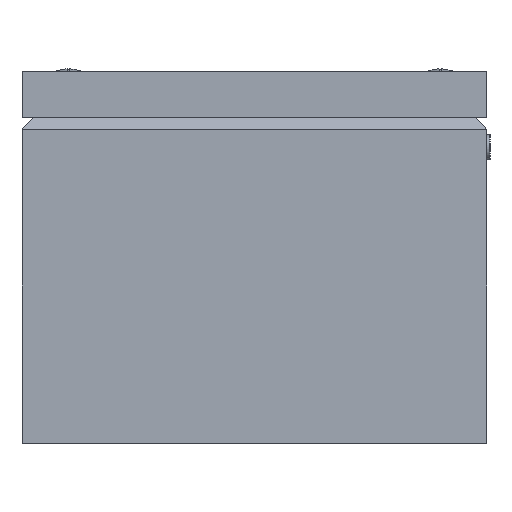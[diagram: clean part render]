
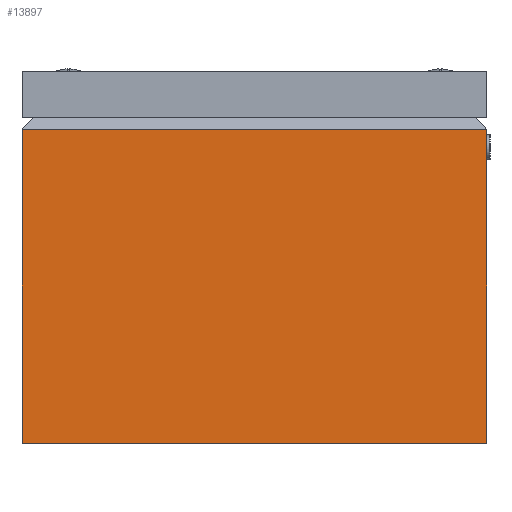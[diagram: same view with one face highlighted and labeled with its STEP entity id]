
A CAD part, left-side view. The second image highlights one B-rep face of the part: STEP entity #13897.
In plain terms, the highlighted planar face has unit normal (-1, 0, 0).
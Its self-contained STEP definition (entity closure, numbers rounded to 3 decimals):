
#949 = EDGE_CURVE ( 'NONE', #20778, #16252, #13866, .T. ) ;
#1190 = DIRECTION ( 'NONE',  ( 0., 1., 0. ) ) ;
#1771 = ORIENTED_EDGE ( 'NONE', *, *, #21589, .T. ) ;
#2632 = DIRECTION ( 'NONE',  ( 0., 1., 0. ) ) ;
#2835 = CARTESIAN_POINT ( 'NONE',  ( 0., 0., 0. ) ) ;
#4439 = EDGE_CURVE ( 'NONE', #14050, #20778, #14949, .T. ) ;
#4594 = CARTESIAN_POINT ( 'NONE',  ( 0., 150., 0. ) ) ;
#4795 = CARTESIAN_POINT ( 'NONE',  ( 0., 0., 101.167 ) ) ;
#5474 = VECTOR ( 'NONE', #20521, 1000. ) ;
#6649 = ORIENTED_EDGE ( 'NONE', *, *, #4439, .F. ) ;
#7124 = DIRECTION ( 'NONE',  ( 0., 0., 1. ) ) ;
#8866 = CARTESIAN_POINT ( 'NONE',  ( 0., 0., 0. ) ) ;
#8877 = EDGE_LOOP ( 'NONE', ( #16611, #13235, #6649, #1771 ) ) ;
#9318 = DIRECTION ( 'NONE',  ( 0., 0., 1. ) ) ;
#9622 = VECTOR ( 'NONE', #1190, 1000. ) ;
#12843 = LINE ( 'NONE', #19707, #9622 ) ;
#13235 = ORIENTED_EDGE ( 'NONE', *, *, #949, .F. ) ;
#13866 = LINE ( 'NONE', #15418, #5474 ) ;
#13897 = ADVANCED_FACE ( 'NONE', ( #20904 ), #19335, .T. ) ;
#14050 = VERTEX_POINT ( 'NONE', #22132 ) ;
#14949 = LINE ( 'NONE', #2835, #18645 ) ;
#15418 = CARTESIAN_POINT ( 'NONE',  ( 0., 150., 0. ) ) ;
#15729 = DIRECTION ( 'NONE',  ( -1., 0., 0. ) ) ;
#16252 = VERTEX_POINT ( 'NONE', #20080 ) ;
#16611 = ORIENTED_EDGE ( 'NONE', *, *, #18449, .T. ) ;
#17517 = CARTESIAN_POINT ( 'NONE',  ( 0., 0., 0. ) ) ;
#18449 = EDGE_CURVE ( 'NONE', #22159, #16252, #12843, .T. ) ;
#18645 = VECTOR ( 'NONE', #2632, 1000. ) ;
#18989 = LINE ( 'NONE', #17517, #21276 ) ;
#19335 = PLANE ( 'NONE',  #20495 ) ;
#19707 = CARTESIAN_POINT ( 'NONE',  ( 0., 0., 101.167 ) ) ;
#20080 = CARTESIAN_POINT ( 'NONE',  ( 0., 150., 101.167 ) ) ;
#20495 = AXIS2_PLACEMENT_3D ( 'NONE', #8866, #15729, #9318 ) ;
#20521 = DIRECTION ( 'NONE',  ( 0., 0., 1. ) ) ;
#20778 = VERTEX_POINT ( 'NONE', #4594 ) ;
#20904 = FACE_OUTER_BOUND ( 'NONE', #8877, .T. ) ;
#21276 = VECTOR ( 'NONE', #7124, 1000. ) ;
#21589 = EDGE_CURVE ( 'NONE', #14050, #22159, #18989, .T. ) ;
#22132 = CARTESIAN_POINT ( 'NONE',  ( 0., 0., 0. ) ) ;
#22159 = VERTEX_POINT ( 'NONE', #4795 ) ;
